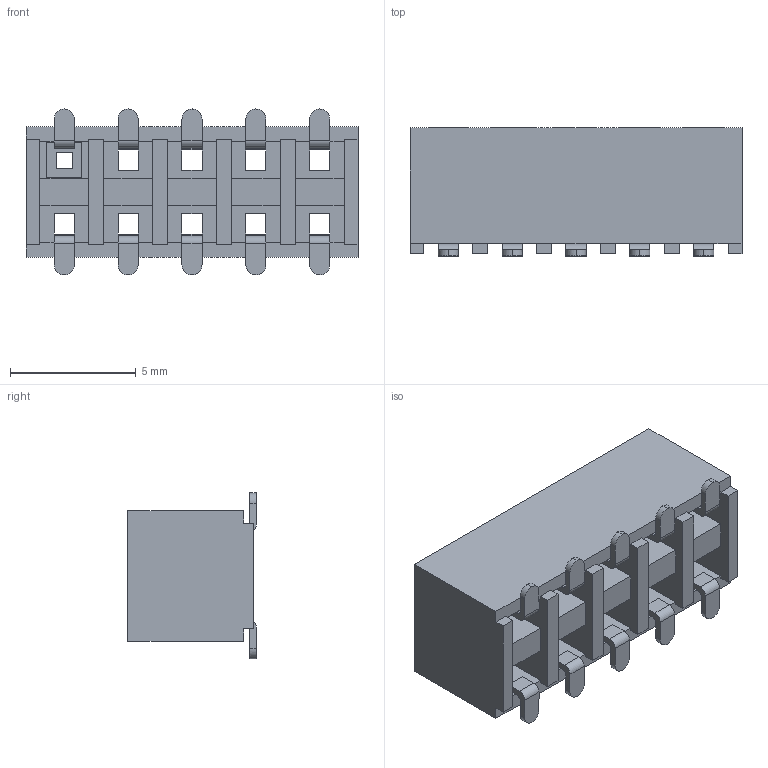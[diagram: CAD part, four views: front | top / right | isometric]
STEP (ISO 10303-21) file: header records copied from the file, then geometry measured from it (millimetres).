
FILE_DESCRIPTION(('STEP AP214'),'1');
FILE_NAME('female_header_a-bl254-dg-g10mp1.stp','2015-12-05T14:59:48',('TraceParts'),('TraceParts S.A.'),'Spatial InterOp 3D',' ',' ');
FILE_SCHEMA(('automotive_design'));
Length unit declared in the file: millimetre
Products named in the file (1): 1
Bounding box: 13.2 x 5.1 x 6.6 mm (x, y, z)
Volume: 207 mm3; surface area: 644.2 mm2
Topology: 1 solids, 1 shells, 280 faces, 758 edges, 492 vertices
Faces by surface type: plane 230, cylinder 50
Entity records: 10958 total; most frequent: CARTESIAN_POINT 1531, ORIENTED_EDGE 1516, DIRECTION 1420, EDGE_CURVE 758, LINE 658, VECTOR 658, VERTEX_POINT 492, AXIS2_PLACEMENT_3D 381
